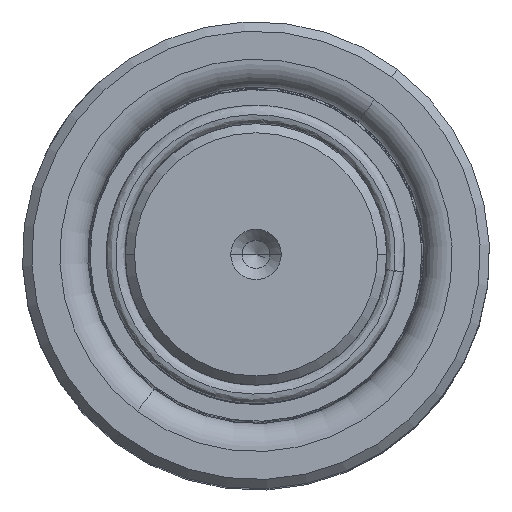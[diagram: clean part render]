
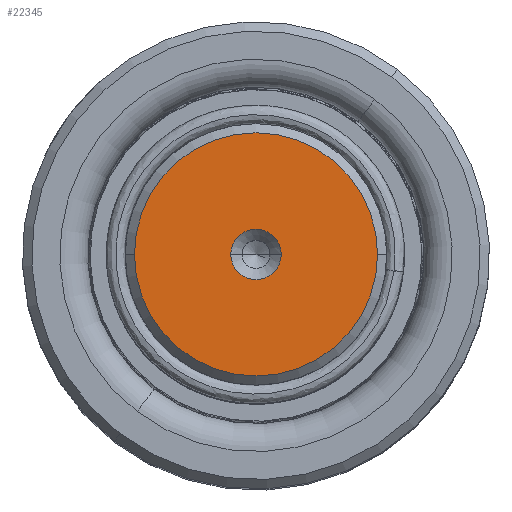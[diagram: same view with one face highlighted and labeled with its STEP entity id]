
A CAD part, top view. The second image highlights one B-rep face of the part: STEP entity #22345.
In plain terms, the highlighted planar face has unit normal (0, 0, 1).
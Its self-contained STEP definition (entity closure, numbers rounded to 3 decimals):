
#20 = DIRECTION ( 'NONE',  ( 0., 0., 1. ) ) ;
#993 = EDGE_LOOP ( 'NONE', ( #50248, #23245 ) ) ;
#2922 = ORIENTED_EDGE ( 'NONE', *, *, #27619, .T. ) ;
#3167 = VERTEX_POINT ( 'NONE', #24293 ) ;
#8688 = CARTESIAN_POINT ( 'NONE',  ( 0., 0., 140. ) ) ;
#9300 = PLANE ( 'NONE',  #28289 ) ;
#10989 = CIRCLE ( 'NONE', #29552, 13.011 ) ;
#12969 = EDGE_LOOP ( 'NONE', ( #2922, #53588 ) ) ;
#17246 = DIRECTION ( 'NONE',  ( 0., 0., 1. ) ) ;
#20081 = AXIS2_PLACEMENT_3D ( 'NONE', #56960, #28188, #61785 ) ;
#20178 = DIRECTION ( 'NONE',  ( 0., 0., 1. ) ) ;
#22277 = DIRECTION ( 'NONE',  ( 1., 0., 0. ) ) ;
#22345 = ADVANCED_FACE ( 'NONE', ( #29139, #44973 ), #9300, .T. ) ;
#23245 = ORIENTED_EDGE ( 'NONE', *, *, #45568, .F. ) ;
#23784 = DIRECTION ( 'NONE',  ( 0., 0., 1. ) ) ;
#24293 = CARTESIAN_POINT ( 'NONE',  ( -2.7, 0., 140. ) ) ;
#25349 = CIRCLE ( 'NONE', #28949, 2.7 ) ;
#27619 = EDGE_CURVE ( 'NONE', #58878, #47642, #10989, .T. ) ;
#27855 = CARTESIAN_POINT ( 'NONE',  ( 13.011, 0., 140. ) ) ;
#28188 = DIRECTION ( 'NONE',  ( 0., 0., 1. ) ) ;
#28289 = AXIS2_PLACEMENT_3D ( 'NONE', #53170, #20, #61989 ) ;
#28949 = AXIS2_PLACEMENT_3D ( 'NONE', #45818, #17246, #22277 ) ;
#29139 = FACE_BOUND ( 'NONE', #993, .T. ) ;
#29552 = AXIS2_PLACEMENT_3D ( 'NONE', #57250, #20178, #52846 ) ;
#30163 = VERTEX_POINT ( 'NONE', #42560 ) ;
#32236 = CIRCLE ( 'NONE', #20081, 13.011 ) ;
#33935 = EDGE_CURVE ( 'NONE', #30163, #3167, #25349, .T. ) ;
#42560 = CARTESIAN_POINT ( 'NONE',  ( 2.7, 0., 140. ) ) ;
#44472 = CIRCLE ( 'NONE', #59444, 2.7 ) ;
#44973 = FACE_OUTER_BOUND ( 'NONE', #12969, .T. ) ;
#45568 = EDGE_CURVE ( 'NONE', #3167, #30163, #44472, .T. ) ;
#45818 = CARTESIAN_POINT ( 'NONE',  ( 0., 0., 140. ) ) ;
#47642 = VERTEX_POINT ( 'NONE', #27855 ) ;
#50248 = ORIENTED_EDGE ( 'NONE', *, *, #33935, .F. ) ;
#50360 = EDGE_CURVE ( 'NONE', #47642, #58878, #32236, .T. ) ;
#52846 = DIRECTION ( 'NONE',  ( 1., 0., 0. ) ) ;
#53170 = CARTESIAN_POINT ( 'NONE',  ( 0., 0., 140. ) ) ;
#53588 = ORIENTED_EDGE ( 'NONE', *, *, #50360, .T. ) ;
#56825 = CARTESIAN_POINT ( 'NONE',  ( -13.011, 0., 140. ) ) ;
#56960 = CARTESIAN_POINT ( 'NONE',  ( 0., 0., 140. ) ) ;
#57250 = CARTESIAN_POINT ( 'NONE',  ( 0., 0., 140. ) ) ;
#57610 = DIRECTION ( 'NONE',  ( 1., 0., 0. ) ) ;
#58878 = VERTEX_POINT ( 'NONE', #56825 ) ;
#59444 = AXIS2_PLACEMENT_3D ( 'NONE', #8688, #23784, #57610 ) ;
#61785 = DIRECTION ( 'NONE',  ( 1., 0., 0. ) ) ;
#61989 = DIRECTION ( 'NONE',  ( 1., 0., 0. ) ) ;
